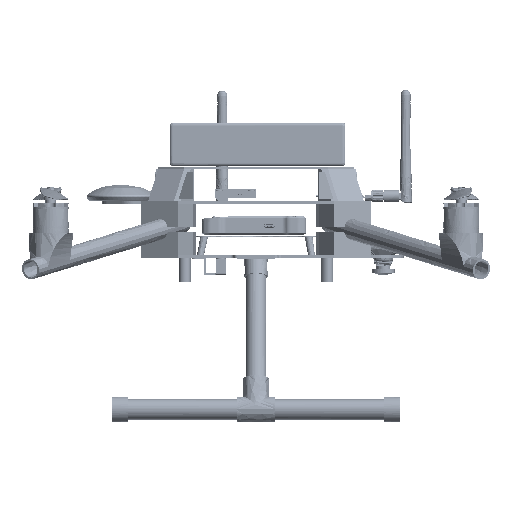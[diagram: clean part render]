
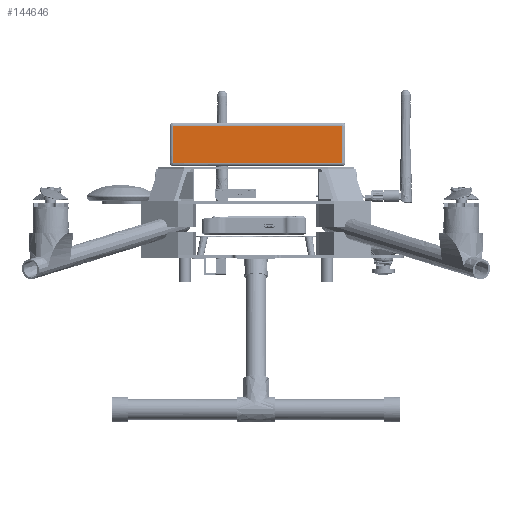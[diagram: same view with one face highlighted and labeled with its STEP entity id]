
A CAD part, front view. The second image highlights one B-rep face of the part: STEP entity #144646.
In plain terms, the highlighted free-form (B-spline) face has degree [1, 1] with [2, 2] control points.
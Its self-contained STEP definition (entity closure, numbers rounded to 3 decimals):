
#144223 = VERTEX_POINT('',#144224);
#144224 = CARTESIAN_POINT('',(75.606,-23.637,
    83.1));
#144327 = VERTEX_POINT('',#144328);
#144328 = CARTESIAN_POINT('',(-72.847,-23.637,
    83.1));
#144360 = EDGE_CURVE('',#144223,#144327,#144361,.T.);
#144361 = B_SPLINE_CURVE_WITH_KNOTS('',1,(#144362,#144363),
  .UNSPECIFIED.,.F.,.F.,(2,2),(-100.25,31.75),.PIECEWISE_BEZIER_KNOTS.);
#144362 = CARTESIAN_POINT('',(75.606,-23.637,
    83.1));
#144363 = CARTESIAN_POINT('',(-72.847,-23.637,
    83.1));
#144378 = VERTEX_POINT('',#144379);
#144379 = CARTESIAN_POINT('',(75.606,-23.637,
    115.715));
#144413 = EDGE_CURVE('',#144378,#144223,#144414,.T.);
#144414 = B_SPLINE_CURVE_WITH_KNOTS('',1,(#144415,#144416),
  .UNSPECIFIED.,.F.,.F.,(2,2),(-31.5,-2.5),.PIECEWISE_BEZIER_KNOTS.);
#144415 = CARTESIAN_POINT('',(75.606,-23.637,
    115.715));
#144416 = CARTESIAN_POINT('',(75.606,-23.637,
    83.1));
#144467 = VERTEX_POINT('',#144468);
#144468 = CARTESIAN_POINT('',(-72.847,-23.637,
    115.715));
#144500 = EDGE_CURVE('',#144327,#144467,#144501,.T.);
#144501 = B_SPLINE_CURVE_WITH_KNOTS('',1,(#144502,#144503),
  .UNSPECIFIED.,.F.,.F.,(2,2),(2.5,31.5),.PIECEWISE_BEZIER_KNOTS.);
#144502 = CARTESIAN_POINT('',(-72.847,-23.637,
    83.1));
#144503 = CARTESIAN_POINT('',(-72.847,-23.637,
    115.715));
#144522 = EDGE_CURVE('',#144467,#144378,#144523,.T.);
#144523 = B_SPLINE_CURVE_WITH_KNOTS('',1,(#144524,#144525),
  .UNSPECIFIED.,.F.,.F.,(2,2),(-31.75,100.25),.PIECEWISE_BEZIER_KNOTS.);
#144524 = CARTESIAN_POINT('',(-72.847,-23.637,
    115.715));
#144525 = CARTESIAN_POINT('',(75.606,-23.637,
    115.715));
#144646 = ADVANCED_FACE('',(#144647),#144653,.T.);
#144647 = FACE_BOUND('',#144648,.T.);
#144648 = EDGE_LOOP('',(#144649,#144650,#144651,#144652));
#144649 = ORIENTED_EDGE('',*,*,#144360,.F.);
#144650 = ORIENTED_EDGE('',*,*,#144413,.F.);
#144651 = ORIENTED_EDGE('',*,*,#144522,.F.);
#144652 = ORIENTED_EDGE('',*,*,#144500,.F.);
#144653 = B_SPLINE_SURFACE_WITH_KNOTS('',1,1,(
    (#144654,#144655)
    ,(#144656,#144657
    )),.UNSPECIFIED.,.F.,.F.,.F.,(2,2),(2,2),(2.5,134.5),(2.5,31.5),
  .PIECEWISE_BEZIER_KNOTS.);
#144654 = CARTESIAN_POINT('',(-72.847,-23.637,
    83.1));
#144655 = CARTESIAN_POINT('',(-72.847,-23.637,
    115.715));
#144656 = CARTESIAN_POINT('',(75.606,-23.637,
    83.1));
#144657 = CARTESIAN_POINT('',(75.606,-23.637,
    115.715));
